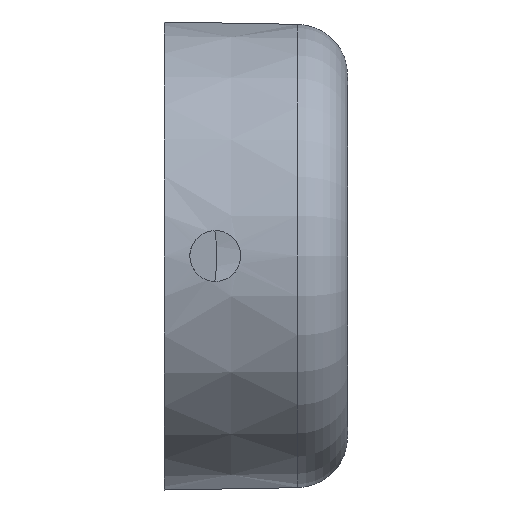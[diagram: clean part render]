
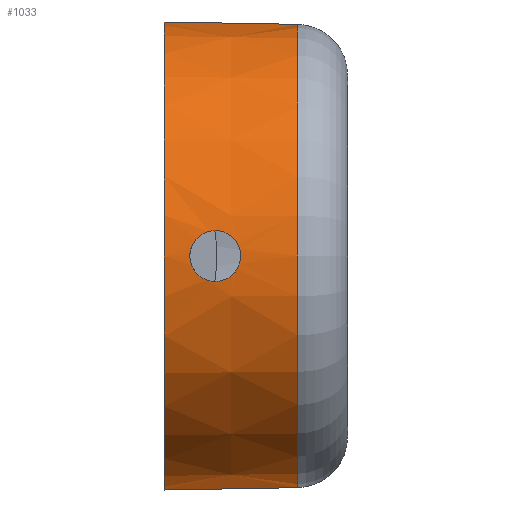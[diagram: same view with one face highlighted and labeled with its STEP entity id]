
A CAD part, front view. The second image highlights one B-rep face of the part: STEP entity #1033.
In plain terms, the highlighted conical face has half-angle 1 degrees and reference radius 23 mm.
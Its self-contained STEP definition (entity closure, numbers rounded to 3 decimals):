
#8 = CARTESIAN_POINT ( 'NONE',  ( 5., -55.776, 2.5 ) ) ;
#52 = CARTESIAN_POINT ( 'NONE',  ( 13.087, -33., 22.772 ) ) ;
#61 = CARTESIAN_POINT ( 'NONE',  ( 2.831, -55.917, -1.253 ) ) ;
#118 = CARTESIAN_POINT ( 'NONE',  ( 7., -55.827, -1.535 ) ) ;
#138 = FACE_BOUND ( 'NONE', #1079, .T. ) ;
#167 = CARTESIAN_POINT ( 'NONE',  ( 13.087, -33., -22.772 ) ) ;
#186 = AXIS2_PLACEMENT_3D ( 'NONE', #647, #1017, #1481 ) ;
#214 = VECTOR ( 'NONE', #443, 1000. ) ;
#233 = CARTESIAN_POINT ( 'NONE',  ( 7.373, -55.858, -0.804 ) ) ;
#238 = DIRECTION ( 'NONE',  ( -1., 0., 0. ) ) ;
#239 = EDGE_LOOP ( 'NONE', ( #1147, #787, #1458, #899 ) ) ;
#242 = CARTESIAN_POINT ( 'NONE',  ( 3.743, -55.831, -2.185 ) ) ;
#247 = CARTESIAN_POINT ( 'NONE',  ( 5., -55.776, 2.5 ) ) ;
#277 = CARTESIAN_POINT ( 'NONE',  ( 0., -33., -23. ) ) ;
#292 = CARTESIAN_POINT ( 'NONE',  ( 3.891, -55.822, 2.246 ) ) ;
#334 = VERTEX_POINT ( 'NONE', #8 ) ;
#341 = CARTESIAN_POINT ( 'NONE',  ( 6.254, -55.788, -2.169 ) ) ;
#349 = CARTESIAN_POINT ( 'NONE',  ( 5.165, -55.773, 2.5 ) ) ;
#353 = DIRECTION ( 'NONE',  ( 0., 0., 1. ) ) ;
#363 = CIRCLE ( 'NONE', #1404, 22.772 ) ;
#364 = CARTESIAN_POINT ( 'NONE',  ( 2.753, -55.926, 1.108 ) ) ;
#368 = CARTESIAN_POINT ( 'NONE',  ( 7.5, -55.869, 0.165 ) ) ;
#370 = CARTESIAN_POINT ( 'NONE',  ( 3.117, -55.886, 1.652 ) ) ;
#390 = CIRCLE ( 'NONE', #1502, 23. ) ;
#411 = CARTESIAN_POINT ( 'NONE',  ( 3.747, -55.832, 2.17 ) ) ;
#443 = DIRECTION ( 'NONE',  ( -1., 0., 0.017 ) ) ;
#467 = ORIENTED_EDGE ( 'NONE', *, *, #671, .T. ) ;
#473 = CARTESIAN_POINT ( 'NONE',  ( 6.108, -55.783, -2.247 ) ) ;
#490 = CARTESIAN_POINT ( 'NONE',  ( 3.476, -55.853, 1.989 ) ) ;
#499 = CARTESIAN_POINT ( 'NONE',  ( 2.58, -55.946, -0.649 ) ) ;
#505 = CARTESIAN_POINT ( 'NONE',  ( 7.484, -55.868, -0.328 ) ) ;
#508 = CARTESIAN_POINT ( 'NONE',  ( 4.674, -55.782, -2.5 ) ) ;
#608 = CARTESIAN_POINT ( 'NONE',  ( 6.252, -55.788, 2.17 ) ) ;
#609 = B_SPLINE_CURVE_WITH_KNOTS ( 'NONE', 3,
 ( #976, #508, #1450, #242, #1153, #1253, #666, #61, #1219, #785, #499, #1501, #993, #610, #658, #364, #774, #1443, #370, #1386, #490, #411, #292, #856, #1491, #1457 ),
 .UNSPECIFIED., .F., .F.,
 ( 4, 2, 2, 2, 2, 2, 2, 2, 2, 2, 2, 2, 4 ),
 ( 0.014, 0.015, 0.016, 0.016, 0.017, 0.017, 0.018, 0.019, 0.019, 0.02, 0.02, 0.021, 0.022 ),
 .UNSPECIFIED. ) ;
#610 = CARTESIAN_POINT ( 'NONE',  ( 2.5, -55.956, 0.328 ) ) ;
#625 = CARTESIAN_POINT ( 'NONE',  ( 5.327, -55.772, 2.484 ) ) ;
#635 = FACE_OUTER_BOUND ( 'NONE', #239, .T. ) ;
#647 = CARTESIAN_POINT ( 'NONE',  ( 0., -33., 0. ) ) ;
#650 = CONICAL_SURFACE ( 'NONE', #186, 23., 0.017 ) ;
#654 = LINE ( 'NONE', #277, #1186 ) ;
#658 = CARTESIAN_POINT ( 'NONE',  ( 2.566, -55.948, 0.657 ) ) ;
#666 = CARTESIAN_POINT ( 'NONE',  ( 3.012, -55.897, -1.524 ) ) ;
#671 = EDGE_CURVE ( 'NONE', #1034, #334, #609, .T. ) ;
#689 = CARTESIAN_POINT ( 'NONE',  ( 0., -33., 0. ) ) ;
#722 = CARTESIAN_POINT ( 'NONE',  ( 5.806, -55.776, 2.372 ) ) ;
#742 = CARTESIAN_POINT ( 'NONE',  ( 5.647, -55.773, 2.42 ) ) ;
#764 = CARTESIAN_POINT ( 'NONE',  ( 0., -33., -23. ) ) ;
#774 = CARTESIAN_POINT ( 'NONE',  ( 2.831, -55.917, 1.255 ) ) ;
#785 = CARTESIAN_POINT ( 'NONE',  ( 2.627, -55.941, -0.804 ) ) ;
#787 = ORIENTED_EDGE ( 'NONE', *, *, #1274, .T. ) ;
#789 = DIRECTION ( 'NONE',  ( 1., 0., 0. ) ) ;
#809 = ORIENTED_EDGE ( 'NONE', *, *, #885, .T. ) ;
#830 = CARTESIAN_POINT ( 'NONE',  ( 5.65, -55.773, -2.42 ) ) ;
#838 = CARTESIAN_POINT ( 'NONE',  ( 5.163, -55.773, -2.5 ) ) ;
#856 = CARTESIAN_POINT ( 'NONE',  ( 4.346, -55.795, 2.435 ) ) ;
#861 = CARTESIAN_POINT ( 'NONE',  ( 7.372, -55.858, 0.807 ) ) ;
#885 = EDGE_CURVE ( 'NONE', #334, #1034, #1210, .T. ) ;
#896 = CARTESIAN_POINT ( 'NONE',  ( 5., -55.776, -2.5 ) ) ;
#899 = ORIENTED_EDGE ( 'NONE', *, *, #1546, .T. ) ;
#964 = CARTESIAN_POINT ( 'NONE',  ( 7.42, -55.862, 0.648 ) ) ;
#975 = CARTESIAN_POINT ( 'NONE',  ( 7.184, -55.842, -1.26 ) ) ;
#976 = CARTESIAN_POINT ( 'NONE',  ( 5., -55.776, -2.5 ) ) ;
#993 = CARTESIAN_POINT ( 'NONE',  ( 2.5, -55.956, -0.162 ) ) ;
#1001 = VERTEX_POINT ( 'NONE', #764 ) ;
#1017 = DIRECTION ( 'NONE',  ( -1., 0., 0. ) ) ;
#1033 = ADVANCED_FACE ( 'Face4', ( #138, #635 ), #650, .T. ) ;
#1034 = VERTEX_POINT ( 'NONE', #896 ) ;
#1047 = CARTESIAN_POINT ( 'NONE',  ( 0., -33., 23. ) ) ;
#1050 = VERTEX_POINT ( 'NONE', #52 ) ;
#1054 = DIRECTION ( 'NONE',  ( 0., 0., -1. ) ) ;
#1079 = EDGE_LOOP ( 'NONE', ( #809, #467 ) ) ;
#1083 = CARTESIAN_POINT ( 'NONE',  ( 6.524, -55.8, 1.988 ) ) ;
#1104 = CARTESIAN_POINT ( 'NONE',  ( 6.651, -55.807, -1.884 ) ) ;
#1113 = CARTESIAN_POINT ( 'NONE',  ( 6.998, -55.827, 1.537 ) ) ;
#1125 = VERTEX_POINT ( 'NONE', #1392 ) ;
#1147 = ORIENTED_EDGE ( 'NONE', *, *, #1398, .F. ) ;
#1153 = CARTESIAN_POINT ( 'NONE',  ( 3.463, -55.854, -1.999 ) ) ;
#1186 = VECTOR ( 'NONE', #1221, 1000. ) ;
#1196 = CARTESIAN_POINT ( 'NONE',  ( 7.5, -55.869, -0.162 ) ) ;
#1209 = CARTESIAN_POINT ( 'NONE',  ( 5.806, -55.776, -2.372 ) ) ;
#1210 = B_SPLINE_CURVE_WITH_KNOTS ( 'NONE', 3,
 ( #247, #349, #625, #742, #722, #1329, #608, #1083, #1449, #1113, #1322, #861, #964, #1429, #368, #1196, #505, #1547, #233, #975, #118, #1104, #1442, #341, #473, #1209, #830, #1558, #838, #1224 ),
 .UNSPECIFIED., .F., .F.,
 ( 4, 2, 2, 2, 2, 2, 2, 2, 2, 2, 2, 2, 2, 2, 4 ),
 ( 0.006, 0.006, 0.007, 0.007, 0.008, 0.009, 0.009, 0.01, 0.01, 0.011, 0.012, 0.012, 0.013, 0.013, 0.014 ),
 .UNSPECIFIED. ) ;
#1219 = CARTESIAN_POINT ( 'NONE',  ( 2.752, -55.926, -1.106 ) ) ;
#1221 = DIRECTION ( 'NONE',  ( -1., 0., -0.017 ) ) ;
#1224 = CARTESIAN_POINT ( 'NONE',  ( 5., -55.776, -2.5 ) ) ;
#1253 = CARTESIAN_POINT ( 'NONE',  ( 3.115, -55.887, -1.65 ) ) ;
#1274 = EDGE_CURVE ( 'NONE', #1500, #1050, #363, .T. ) ;
#1283 = LINE ( 'NONE', #1047, #214 ) ;
#1314 = CARTESIAN_POINT ( 'NONE',  ( 13.087, -33., 0. ) ) ;
#1322 = CARTESIAN_POINT ( 'NONE',  ( 7.185, -55.842, 1.258 ) ) ;
#1329 = CARTESIAN_POINT ( 'NONE',  ( 6.108, -55.783, 2.247 ) ) ;
#1386 = CARTESIAN_POINT ( 'NONE',  ( 3.348, -55.864, 1.883 ) ) ;
#1392 = CARTESIAN_POINT ( 'NONE',  ( 0., -33., 23. ) ) ;
#1398 = EDGE_CURVE ( 'NONE', #1500, #1001, #654, .T. ) ;
#1404 = AXIS2_PLACEMENT_3D ( 'NONE', #1314, #238, #353 ) ;
#1429 = CARTESIAN_POINT ( 'NONE',  ( 7.484, -55.868, 0.327 ) ) ;
#1442 = CARTESIAN_POINT ( 'NONE',  ( 6.525, -55.8, -1.987 ) ) ;
#1443 = CARTESIAN_POINT ( 'NONE',  ( 3.014, -55.897, 1.527 ) ) ;
#1449 = CARTESIAN_POINT ( 'NONE',  ( 6.653, -55.807, 1.883 ) ) ;
#1450 = CARTESIAN_POINT ( 'NONE',  ( 4.345, -55.795, -2.434 ) ) ;
#1457 = CARTESIAN_POINT ( 'NONE',  ( 5., -55.776, 2.5 ) ) ;
#1458 = ORIENTED_EDGE ( 'NONE', *, *, #1512, .T. ) ;
#1481 = DIRECTION ( 'NONE',  ( 0., 0., -1. ) ) ;
#1491 = CARTESIAN_POINT ( 'NONE',  ( 4.671, -55.782, 2.5 ) ) ;
#1500 = VERTEX_POINT ( 'NONE', #167 ) ;
#1501 = CARTESIAN_POINT ( 'NONE',  ( 2.516, -55.954, -0.327 ) ) ;
#1502 = AXIS2_PLACEMENT_3D ( 'NONE', #689, #789, #1054 ) ;
#1512 = EDGE_CURVE ( 'NONE', #1050, #1125, #1283, .T. ) ;
#1546 = EDGE_CURVE ( 'NONE', #1125, #1001, #390, .T. ) ;
#1547 = CARTESIAN_POINT ( 'NONE',  ( 7.42, -55.862, -0.648 ) ) ;
#1558 = CARTESIAN_POINT ( 'NONE',  ( 5.328, -55.772, -2.484 ) ) ;
